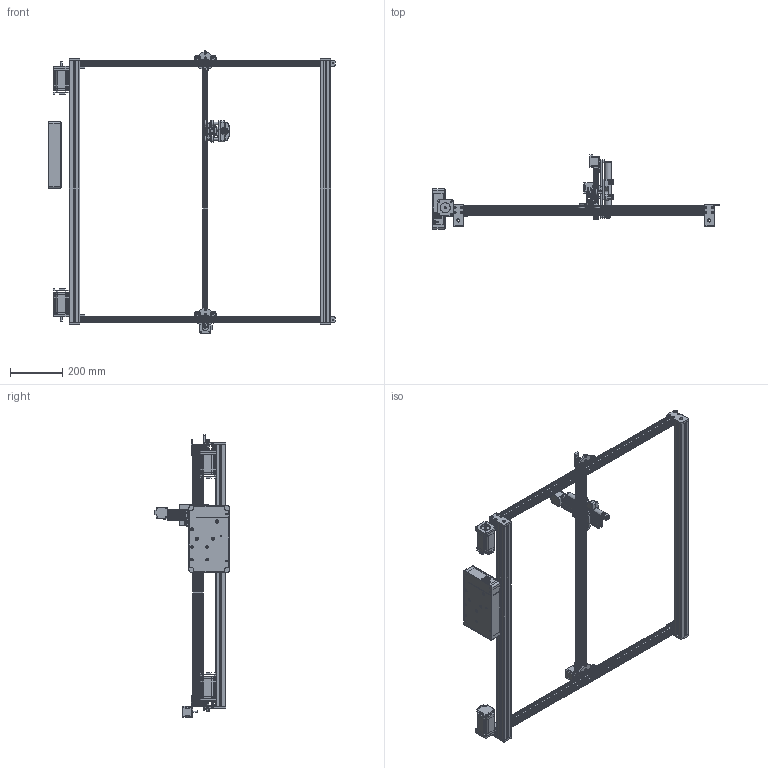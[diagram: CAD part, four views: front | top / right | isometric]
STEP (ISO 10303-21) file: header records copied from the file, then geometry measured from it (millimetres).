
FILE_DESCRIPTION(/* description */ (''),/* implementation_level */ '2;1');
FILE_NAME(/* name */ 'runsten_plasma_v1.step',/* time_stamp */ '2023-12-20T08:40:40+01:00',/* author */ (''),/* organization */ (''),/* preprocessor_version */ 'ST-DEVELOPER v20',/* originating_system */ 'Autodesk Translation Framework v12.14.0.127',/* authorisation */ '');
FILE_SCHEMA (('AUTOMOTIVE_DESIGN { 1 0 10303 214 3 1 1 }'));
Products named in the file (53): pv1; XAxis; _LCF6-2040-50 (1); Carriage; Washers; Wheels; StepperHolder; Zstepper; IdlerHolder (1); YAxis; XCarriage; XWheels; XCarriage_1; Washers (1); Nut; XWheels_1; V-slot wheel; _LCF6-2040-50 (2); _LCF6-2040-50 (2) (1); YIdlerHolder; StepperAssy24; Nema24_XY_Stepper (1); StepperMount (1); StepperAssy24(Mirror); Nema24_XY_Stepper (1)(Mirror); StepperMount _2; Braces_2; Bracket (1); _GNFS8-4040-50 (1); ElectronicsBox; Lid; Z_axis_v2; 2040_rail (1); LimitSwitch (1); Torch (1); Zstepper (1); BeltWheel (1); BeltWheel (2); StepperMount (3); Carrier ...
Assembly tree (71 placements, depth 5):
  pv1
    XAxis
      _LCF6-2040-50 (1)
      Carriage
        Nut
        Washers
        Wheels
          V-slot wheel  x3
      StepperHolder
      Zstepper
      IdlerHolder (1)
    YAxis
      XCarriage
        Washers (1)
        Nut
        XWheels
          V-slot wheel  x3
      XCarriage_1
        Washers (1)
        Nut
        XWheels_1
          V-slot wheel  x3
      _LCF6-2040-50 (2)
      _LCF6-2040-50 (2) (1)
      YIdlerHolder  x2
      StepperAssy24
        Nema24_XY_Stepper (1)
        StepperMount (1)
      StepperAssy24(Mirror)
        Nema24_XY_Stepper (1)(Mirror)
        StepperMount _2
    Braces_2
      Bracket (1)  x4
      _GNFS8-4040-50 (1)  x2
    ElectronicsBox
      Lid
    Z_axis_v2
      2040_rail (1)
      LimitSwitch (1)
      Torch (1)
      Zstepper (1)
      BeltWheel (1)
      BeltWheel (2)
      StepperMount (3)
      Carrier
        V-slot wheel (1)
        V-slot wheel (2)
        V-slot wheel (3)
        Distance
        Distance (1)
        Distance (2)
        Plate
        SpringPusher
        Magnets
          Magnet  x4
      Belter
        BeltSled
      TorchMount_2
Bounding box: 1095.95 x 284.95 x 1080 mm (x, y, z)
Volume: 4233958.3 mm3; surface area: 2303283.4 mm2
Topology: 79 solids, 79 shells, 3052 faces, 7735 edges, 5036 vertices
Faces by surface type: plane 1679, cylinder 1121, cone 223, torus 21, bspline 8
Full cylindrical faces by diameter (mm): 1 x6, 1.1 x2, 1.2 x3, 2.4 x2, 2.8 x11, 3 x16, 3.2 x4, 4 x26, 4.2 x21, 4.7 x8, 4.75 x1, 5 x75, 5.2 x4, 5.5 x5, 5.9 x4, 6 x37, 6.3 x8, 7.1 x5, 7.15 x1, 7.2 x2, 8 x4, 9 x2, 9.2 x36, 9.5 x2, 10 x15, 10.5 x2, 12 x4, 13 x4, 16 x24, 20 x1
Entity records: 85568 total; most frequent: DIRECTION 14782, CARTESIAN_POINT 14573, ORIENTED_EDGE 13864, EDGE_CURVE 6932, AXIS2_PLACEMENT_3D 5073, LINE 4636, VECTOR 4636, VERTEX_POINT 4528
